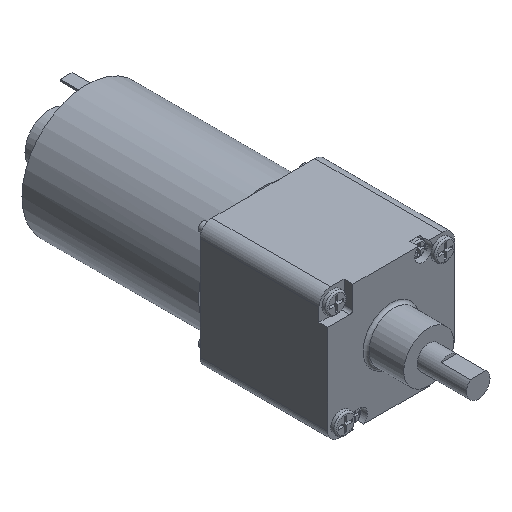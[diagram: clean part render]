
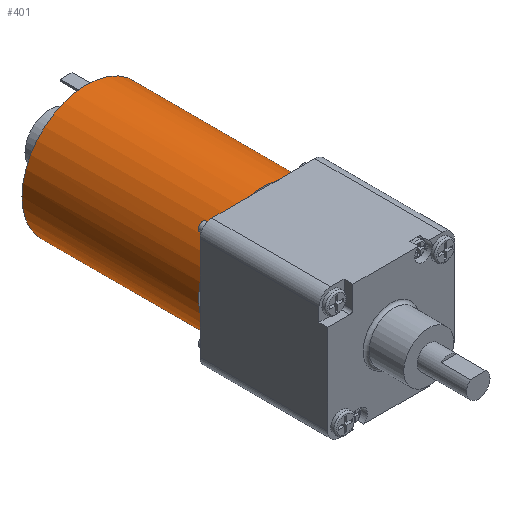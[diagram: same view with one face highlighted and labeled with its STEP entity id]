
A CAD part, isometric view. The second image highlights one B-rep face of the part: STEP entity #401.
In plain terms, the highlighted cylindrical face has radius 22 mm (diameter 44 mm), a full revolution.
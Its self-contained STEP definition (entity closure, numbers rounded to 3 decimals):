
#401 = ADVANCED_FACE( '', ( #876, #877 ), #878, .T. );
#876 = FACE_OUTER_BOUND( '', #1405, .T. );
#877 = FACE_OUTER_BOUND( '', #1406, .T. );
#878 = CYLINDRICAL_SURFACE( '', #1407, 22. );
#1405 = EDGE_LOOP( '', ( #2529 ) );
#1406 = EDGE_LOOP( '', ( #2530, #2531, #2532, #2533, #2534, #2535, #2536, #2537 ) );
#1407 = AXIS2_PLACEMENT_3D( '', #2538, #2539, #2540 );
#2529 = ORIENTED_EDGE( '', *, *, #3103, .T. );
#2530 = ORIENTED_EDGE( '', *, *, #3274, .F. );
#2531 = ORIENTED_EDGE( '', *, *, #3088, .F. );
#2532 = ORIENTED_EDGE( '', *, *, #3082, .F. );
#2533 = ORIENTED_EDGE( '', *, *, #3397, .F. );
#2534 = ORIENTED_EDGE( '', *, *, #2976, .F. );
#2535 = ORIENTED_EDGE( '', *, *, #3390, .F. );
#2536 = ORIENTED_EDGE( '', *, *, #3259, .F. );
#2537 = ORIENTED_EDGE( '', *, *, #3422, .F. );
#2538 = CARTESIAN_POINT( '', ( 0., 81.7, 0. ) );
#2539 = DIRECTION( '', ( 0., 1., 0. ) );
#2540 = DIRECTION( '', ( 0., 0., -1. ) );
#2976 = EDGE_CURVE( '', #3516, #3512, #3518, .T. );
#3082 = EDGE_CURVE( '', #3710, #3706, #3712, .T. );
#3088 = EDGE_CURVE( '', #3706, #3719, #3721, .T. );
#3103 = EDGE_CURVE( '', #3747, #3747, #3748, .T. );
#3259 = EDGE_CURVE( '', #3995, #3991, #3997, .T. );
#3274 = EDGE_CURVE( '', #3719, #4015, #4020, .T. );
#3390 = EDGE_CURVE( '', #3991, #3516, #4171, .T. );
#3397 = EDGE_CURVE( '', #3512, #3710, #4179, .T. );
#3422 = EDGE_CURVE( '', #4015, #3995, #4210, .T. );
#3512 = VERTEX_POINT( '', #4305 );
#3516 = VERTEX_POINT( '', #4310 );
#3518 = CIRCLE( '', #4313, 22. );
#3706 = VERTEX_POINT( '', #4579 );
#3710 = VERTEX_POINT( '', #4584 );
#3712 = CIRCLE( '', #4587, 22. );
#3719 = VERTEX_POINT( '', #4594 );
#3721 = CIRCLE( '', #4597, 22. );
#3747 = VERTEX_POINT( '', #4634 );
#3748 = CIRCLE( '', #4635, 22. );
#3991 = VERTEX_POINT( '', #4969 );
#3995 = VERTEX_POINT( '', #4974 );
#3997 = CIRCLE( '', #4977, 22. );
#4015 = VERTEX_POINT( '', #5001 );
#4020 = CIRCLE( '', #5008, 22. );
#4171 = CIRCLE( '', #5222, 22. );
#4179 = CIRCLE( '', #5233, 22. );
#4210 = CIRCLE( '', #5281, 22. );
#4305 = CARTESIAN_POINT( '', ( 4.664, 21.7, 21.5 ) );
#4310 = CARTESIAN_POINT( '', ( 21.5, 21.7, 4.664 ) );
#4313 = AXIS2_PLACEMENT_3D( '', #5404, #5405, #5406 );
#4579 = CARTESIAN_POINT( '', ( -21.5, 21.7, 4.664 ) );
#4584 = CARTESIAN_POINT( '', ( -4.664, 21.7, 21.5 ) );
#4587 = AXIS2_PLACEMENT_3D( '', #5517, #5518, #5519 );
#4594 = CARTESIAN_POINT( '', ( -21.5, 21.7, -4.664 ) );
#4597 = AXIS2_PLACEMENT_3D( '', #5527, #5528, #5529 );
#4634 = CARTESIAN_POINT( '', ( -22., 81.7, 0. ) );
#4635 = AXIS2_PLACEMENT_3D( '', #5544, #5545, #5546 );
#4969 = CARTESIAN_POINT( '', ( 21.5, 21.7, -4.664 ) );
#4974 = CARTESIAN_POINT( '', ( 4.664, 21.7, -21.5 ) );
#4977 = AXIS2_PLACEMENT_3D( '', #5721, #5722, #5723 );
#5001 = CARTESIAN_POINT( '', ( -4.664, 21.7, -21.5 ) );
#5008 = AXIS2_PLACEMENT_3D( '', #5741, #5742, #5743 );
#5222 = AXIS2_PLACEMENT_3D( '', #5840, #5841, #5842 );
#5233 = AXIS2_PLACEMENT_3D( '', #5846, #5847, #5848 );
#5281 = AXIS2_PLACEMENT_3D( '', #5866, #5867, #5868 );
#5404 = CARTESIAN_POINT( '', ( 0., 21.7, 0. ) );
#5405 = DIRECTION( '', ( 0., -1., 0. ) );
#5406 = DIRECTION( '', ( -1., 0., 0. ) );
#5517 = CARTESIAN_POINT( '', ( 0., 21.7, 0. ) );
#5518 = DIRECTION( '', ( 0., -1., 0. ) );
#5519 = DIRECTION( '', ( -1., 0., 0. ) );
#5527 = CARTESIAN_POINT( '', ( 0., 21.7, 0. ) );
#5528 = DIRECTION( '', ( 0., -1., 0. ) );
#5529 = DIRECTION( '', ( -1., 0., 0. ) );
#5544 = CARTESIAN_POINT( '', ( 0., 81.7, 0. ) );
#5545 = DIRECTION( '', ( 0., -1., 0. ) );
#5546 = DIRECTION( '', ( -1., 0., 0. ) );
#5721 = CARTESIAN_POINT( '', ( 0., 21.7, 0. ) );
#5722 = DIRECTION( '', ( 0., -1., 0. ) );
#5723 = DIRECTION( '', ( -1., 0., 0. ) );
#5741 = CARTESIAN_POINT( '', ( 0., 21.7, 0. ) );
#5742 = DIRECTION( '', ( 0., -1., 0. ) );
#5743 = DIRECTION( '', ( -1., 0., 0. ) );
#5840 = CARTESIAN_POINT( '', ( 0., 21.7, 0. ) );
#5841 = DIRECTION( '', ( 0., -1., 0. ) );
#5842 = DIRECTION( '', ( -1., 0., 0. ) );
#5846 = CARTESIAN_POINT( '', ( 0., 21.7, 0. ) );
#5847 = DIRECTION( '', ( 0., -1., 0. ) );
#5848 = DIRECTION( '', ( -1., 0., 0. ) );
#5866 = CARTESIAN_POINT( '', ( 0., 21.7, 0. ) );
#5867 = DIRECTION( '', ( 0., -1., 0. ) );
#5868 = DIRECTION( '', ( -1., 0., 0. ) );
